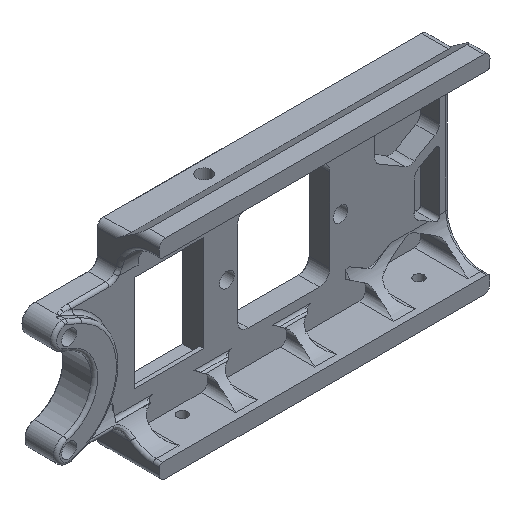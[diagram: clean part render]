
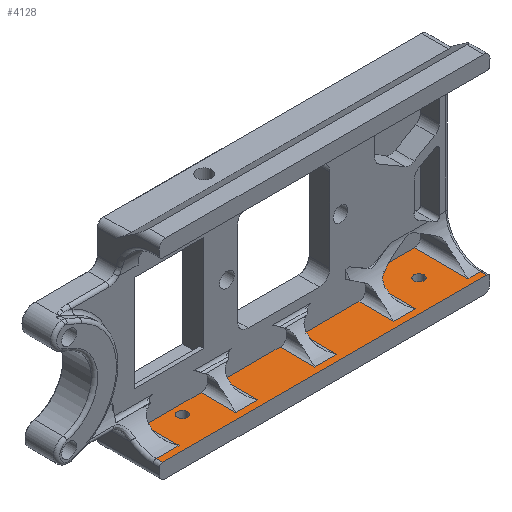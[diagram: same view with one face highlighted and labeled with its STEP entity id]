
A CAD part, isometric view. The second image highlights one B-rep face of the part: STEP entity #4128.
In plain terms, the highlighted planar face has unit normal (0, 0, 1).
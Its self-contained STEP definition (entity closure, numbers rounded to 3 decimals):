
#52=FACE_BOUND('',#583,.T.);
#53=FACE_BOUND('',#584,.T.);
#334=FACE_OUTER_BOUND('',#582,.T.);
#582=EDGE_LOOP('',(#3131,#3132,#3133,#3134,#3135,#3136,#3137,#3138,#3139,
#3140,#3141,#3142,#3143,#3144,#3145,#3146,#3147,#3148,#3149,#3150));
#583=EDGE_LOOP('',(#3151));
#584=EDGE_LOOP('',(#3152));
#762=LINE('',#6078,#1114);
#783=LINE('',#6191,#1135);
#868=LINE('',#6573,#1220);
#874=LINE('',#6593,#1226);
#880=LINE('',#6613,#1232);
#942=LINE('',#6841,#1294);
#943=LINE('',#6843,#1295);
#944=LINE('',#6844,#1296);
#945=LINE('',#6846,#1297);
#946=LINE('',#6848,#1298);
#947=LINE('',#6849,#1299);
#948=LINE('',#6851,#1300);
#949=LINE('',#6853,#1301);
#950=LINE('',#6854,#1302);
#951=LINE('',#6856,#1303);
#952=LINE('',#6858,#1304);
#953=LINE('',#6860,#1305);
#954=LINE('',#6862,#1306);
#955=LINE('',#6864,#1307);
#956=LINE('',#6865,#1308);
#1114=VECTOR('',#4813,10.);
#1135=VECTOR('',#4880,10.);
#1220=VECTOR('',#5109,10.);
#1226=VECTOR('',#5123,10.);
#1232=VECTOR('',#5137,10.);
#1294=VECTOR('',#5323,10.);
#1295=VECTOR('',#5324,10.);
#1296=VECTOR('',#5325,10.);
#1297=VECTOR('',#5326,10.);
#1298=VECTOR('',#5327,10.);
#1299=VECTOR('',#5328,10.);
#1300=VECTOR('',#5329,10.);
#1301=VECTOR('',#5330,10.);
#1302=VECTOR('',#5331,10.);
#1303=VECTOR('',#5332,10.);
#1304=VECTOR('',#5333,10.);
#1305=VECTOR('',#5334,10.);
#1306=VECTOR('',#5335,10.);
#1307=VECTOR('',#5336,10.);
#1308=VECTOR('',#5337,10.);
#1561=CIRCLE('',#4494,1.6);
#1562=CIRCLE('',#4495,1.6);
#1654=VERTEX_POINT('',#6060);
#1662=VERTEX_POINT('',#6076);
#1682=VERTEX_POINT('',#6190);
#1776=VERTEX_POINT('',#6570);
#1777=VERTEX_POINT('',#6572);
#1786=VERTEX_POINT('',#6590);
#1787=VERTEX_POINT('',#6592);
#1796=VERTEX_POINT('',#6610);
#1797=VERTEX_POINT('',#6612);
#1884=VERTEX_POINT('',#6840);
#1885=VERTEX_POINT('',#6842);
#1886=VERTEX_POINT('',#6845);
#1887=VERTEX_POINT('',#6847);
#1888=VERTEX_POINT('',#6850);
#1889=VERTEX_POINT('',#6852);
#1890=VERTEX_POINT('',#6855);
#1891=VERTEX_POINT('',#6857);
#1892=VERTEX_POINT('',#6859);
#1893=VERTEX_POINT('',#6861);
#1894=VERTEX_POINT('',#6863);
#1895=VERTEX_POINT('',#6866);
#1896=VERTEX_POINT('',#6868);
#2070=EDGE_CURVE('',#1654,#1662,#762,.T.);
#2104=EDGE_CURVE('',#1682,#1654,#783,.T.);
#2234=EDGE_CURVE('',#1777,#1776,#868,.T.);
#2244=EDGE_CURVE('',#1787,#1786,#874,.T.);
#2254=EDGE_CURVE('',#1797,#1796,#880,.T.);
#2364=EDGE_CURVE('',#1662,#1884,#942,.T.);
#2365=EDGE_CURVE('',#1885,#1884,#943,.T.);
#2366=EDGE_CURVE('',#1797,#1885,#944,.T.);
#2367=EDGE_CURVE('',#1796,#1886,#945,.T.);
#2368=EDGE_CURVE('',#1887,#1886,#946,.T.);
#2369=EDGE_CURVE('',#1787,#1887,#947,.T.);
#2370=EDGE_CURVE('',#1786,#1888,#948,.T.);
#2371=EDGE_CURVE('',#1888,#1889,#949,.T.);
#2372=EDGE_CURVE('',#1889,#1777,#950,.T.);
#2373=EDGE_CURVE('',#1776,#1890,#951,.T.);
#2374=EDGE_CURVE('',#1890,#1891,#952,.T.);
#2375=EDGE_CURVE('',#1891,#1892,#953,.T.);
#2376=EDGE_CURVE('',#1892,#1893,#954,.T.);
#2377=EDGE_CURVE('',#1893,#1894,#955,.T.);
#2378=EDGE_CURVE('',#1894,#1682,#956,.T.);
#2379=EDGE_CURVE('',#1895,#1895,#1561,.T.);
#2380=EDGE_CURVE('',#1896,#1896,#1562,.T.);
#3131=ORIENTED_EDGE('',*,*,#2070,.T.);
#3132=ORIENTED_EDGE('',*,*,#2364,.T.);
#3133=ORIENTED_EDGE('',*,*,#2365,.F.);
#3134=ORIENTED_EDGE('',*,*,#2366,.F.);
#3135=ORIENTED_EDGE('',*,*,#2254,.T.);
#3136=ORIENTED_EDGE('',*,*,#2367,.T.);
#3137=ORIENTED_EDGE('',*,*,#2368,.F.);
#3138=ORIENTED_EDGE('',*,*,#2369,.F.);
#3139=ORIENTED_EDGE('',*,*,#2244,.T.);
#3140=ORIENTED_EDGE('',*,*,#2370,.T.);
#3141=ORIENTED_EDGE('',*,*,#2371,.T.);
#3142=ORIENTED_EDGE('',*,*,#2372,.T.);
#3143=ORIENTED_EDGE('',*,*,#2234,.T.);
#3144=ORIENTED_EDGE('',*,*,#2373,.T.);
#3145=ORIENTED_EDGE('',*,*,#2374,.T.);
#3146=ORIENTED_EDGE('',*,*,#2375,.T.);
#3147=ORIENTED_EDGE('',*,*,#2376,.T.);
#3148=ORIENTED_EDGE('',*,*,#2377,.T.);
#3149=ORIENTED_EDGE('',*,*,#2378,.T.);
#3150=ORIENTED_EDGE('',*,*,#2104,.T.);
#3151=ORIENTED_EDGE('',*,*,#2379,.F.);
#3152=ORIENTED_EDGE('',*,*,#2380,.F.);
#3992=PLANE('',#4493);
#4128=ADVANCED_FACE('',(#334,#52,#53),#3992,.T.);
#4493=AXIS2_PLACEMENT_3D('',#6839,#5321,#5322);
#4494=AXIS2_PLACEMENT_3D('',#6867,#5338,#5339);
#4495=AXIS2_PLACEMENT_3D('',#6869,#5340,#5341);
#4813=DIRECTION('',(-1.,0.,0.));
#4880=DIRECTION('',(0.,1.,0.));
#5109=DIRECTION('',(-1.,0.,0.));
#5123=DIRECTION('',(-1.,0.,0.));
#5137=DIRECTION('',(-1.,0.,0.));
#5321=DIRECTION('center_axis',(0.,0.,
1.));
#5322=DIRECTION('ref_axis',(0.,1.,0.));
#5323=DIRECTION('',(0.,-1.,0.));
#5324=DIRECTION('',(1.,0.,0.));
#5325=DIRECTION('',(0.,-1.,0.));
#5326=DIRECTION('',(0.,-1.,0.));
#5327=DIRECTION('',(1.,0.,0.));
#5328=DIRECTION('',(0.,-1.,0.));
#5329=DIRECTION('',(0.,-1.,0.));
#5330=DIRECTION('',(-1.,0.,0.));
#5331=DIRECTION('',(0.,1.,0.));
#5332=DIRECTION('',(0.,-1.,0.));
#5333=DIRECTION('',(-1.,0.,0.));
#5334=DIRECTION('',(0.,-1.,0.));
#5335=DIRECTION('',(1.,0.,0.));
#5336=DIRECTION('',(0.,1.,0.));
#5337=DIRECTION('',(-1.,0.,0.));
#5338=DIRECTION('center_axis',(0.,0.,
1.));
#5339=DIRECTION('ref_axis',(-1.,0.,0.));
#5340=DIRECTION('center_axis',(0.,0.,
1.));
#5341=DIRECTION('ref_axis',(-1.,0.,0.));
#6060=CARTESIAN_POINT('',(112.5,-19.,63.096));
#6076=CARTESIAN_POINT('',(96.,-19.,63.096));
#6078=CARTESIAN_POINT('',(113.375,-19.,63.096));
#6190=CARTESIAN_POINT('',(112.5,-36.,63.096));
#6191=CARTESIAN_POINT('',(112.5,-29.5,63.096));
#6570=CARTESIAN_POINT('',(21.,-25.,63.096));
#6572=CARTESIAN_POINT('',(39.,-25.,63.096));
#6573=CARTESIAN_POINT('',(88.576,-25.,63.096));
#6590=CARTESIAN_POINT('',(46.,-25.,63.096));
#6592=CARTESIAN_POINT('',(64.,-25.,63.096));
#6593=CARTESIAN_POINT('',(88.576,-25.,63.096));
#6610=CARTESIAN_POINT('',(71.,-25.,63.096));
#6612=CARTESIAN_POINT('',(89.,-25.,63.096));
#6613=CARTESIAN_POINT('',(88.576,-25.,63.096));
#6839=CARTESIAN_POINT('Origin',(122.5,-41.,63.096));
#6840=CARTESIAN_POINT('',(96.,-36.,63.096));
#6841=CARTESIAN_POINT('',(96.,-29.5,63.096));
#6842=CARTESIAN_POINT('',(89.,-36.,63.096));
#6843=CARTESIAN_POINT('',(12.5,-36.,63.096));
#6844=CARTESIAN_POINT('',(89.,-29.5,63.096));
#6845=CARTESIAN_POINT('',(71.,-36.,63.096));
#6846=CARTESIAN_POINT('',(71.,-29.5,63.096));
#6847=CARTESIAN_POINT('',(64.,-36.,63.096));
#6848=CARTESIAN_POINT('',(-12.5,-36.,63.096));
#6849=CARTESIAN_POINT('',(64.,-29.5,63.096));
#6850=CARTESIAN_POINT('',(46.,-36.,63.096));
#6851=CARTESIAN_POINT('',(46.,-29.5,63.096));
#6852=CARTESIAN_POINT('',(39.,-36.,63.096));
#6853=CARTESIAN_POINT('',(122.5,-36.,63.096));
#6854=CARTESIAN_POINT('',(39.,-29.5,63.096));
#6855=CARTESIAN_POINT('',(21.,-36.,63.096));
#6856=CARTESIAN_POINT('',(21.,-29.5,63.096));
#6857=CARTESIAN_POINT('',(13.8,-36.,63.096));
#6858=CARTESIAN_POINT('',(122.5,-36.,63.096));
#6859=CARTESIAN_POINT('',(13.8,-38.,63.096));
#6860=CARTESIAN_POINT('',(13.8,-29.5,63.096));
#6861=CARTESIAN_POINT('',(116.5,-38.,63.096));
#6862=CARTESIAN_POINT('',(74.75,-38.,63.096));
#6863=CARTESIAN_POINT('',(116.5,-36.,63.096));
#6864=CARTESIAN_POINT('',(116.5,-39.5,63.096));
#6865=CARTESIAN_POINT('',(172.5,-36.,63.096));
#6866=CARTESIAN_POINT('',(106.6,-28.,63.096));
#6867=CARTESIAN_POINT('Origin',(105.,-28.,63.096));
#6868=CARTESIAN_POINT('',(31.6,-28.,63.096));
#6869=CARTESIAN_POINT('Origin',(30.,-28.,63.096));
